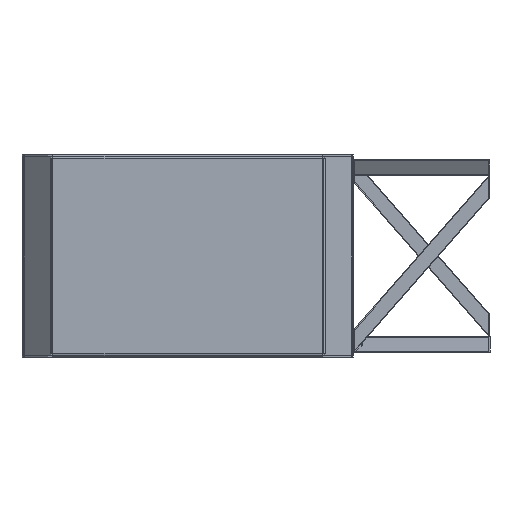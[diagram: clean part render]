
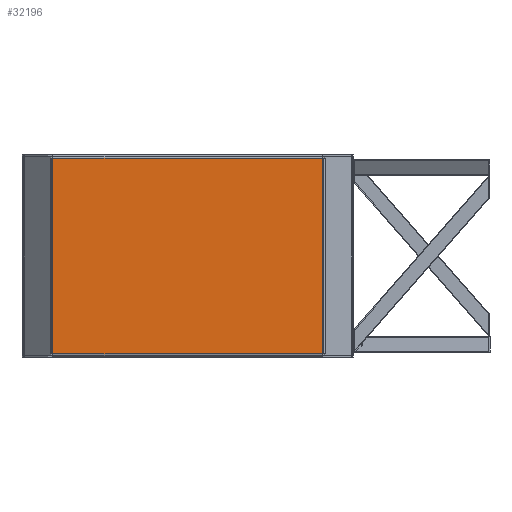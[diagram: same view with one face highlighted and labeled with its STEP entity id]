
A CAD part, left-side view. The second image highlights one B-rep face of the part: STEP entity #32196.
In plain terms, the highlighted face is planar.
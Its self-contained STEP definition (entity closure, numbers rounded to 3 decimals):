
#2726 = DIRECTION ( 'NONE',  ( 1., 0., 0. ) ) ;
#3327 = CARTESIAN_POINT ( 'NONE',  ( 0., -267., 0. ) ) ;
#9669 = CARTESIAN_POINT ( 'NONE',  ( 0., 0., 0. ) ) ;
#13016 = EDGE_CURVE ( 'NONE', #76076, #77108, #116122, .T. ) ;
#14475 = CARTESIAN_POINT ( 'NONE',  ( -193.5, 267., 0. ) ) ;
#14964 = CARTESIAN_POINT ( 'NONE',  ( 193.5, -267., 0. ) ) ;
#18611 = EDGE_LOOP ( 'NONE', ( #68177, #92706, #87425, #111074 ) ) ;
#32196 = ADVANCED_FACE ( 'NONE', ( #101558 ), #74534, .T. ) ;
#33282 = CARTESIAN_POINT ( 'NONE',  ( -193.5, -267., 0. ) ) ;
#33863 = CARTESIAN_POINT ( 'NONE',  ( 0., 267., 0. ) ) ;
#35454 = AXIS2_PLACEMENT_3D ( 'NONE', #9669, #111156, #45706 ) ;
#37423 = LINE ( 'NONE', #93254, #88539 ) ;
#44293 = VECTOR ( 'NONE', #2726, 1000. ) ;
#45706 = DIRECTION ( 'NONE',  ( 1., 0., 0. ) ) ;
#59945 = VERTEX_POINT ( 'NONE', #33282 ) ;
#62153 = EDGE_CURVE ( 'NONE', #59945, #76076, #37423, .T. ) ;
#68129 = LINE ( 'NONE', #3327, #44293 ) ;
#68177 = ORIENTED_EDGE ( 'NONE', *, *, #97556, .T. ) ;
#69871 = CARTESIAN_POINT ( 'NONE',  ( 193.5, -267., 0. ) ) ;
#74534 = PLANE ( 'NONE',  #35454 ) ;
#76076 = VERTEX_POINT ( 'NONE', #14475 ) ;
#77108 = VERTEX_POINT ( 'NONE', #93598 ) ;
#77925 = VECTOR ( 'NONE', #107128, 1000. ) ;
#87425 = ORIENTED_EDGE ( 'NONE', *, *, #13016, .F. ) ;
#88539 = VECTOR ( 'NONE', #93865, 1000. ) ;
#92706 = ORIENTED_EDGE ( 'NONE', *, *, #110410, .T. ) ;
#93254 = CARTESIAN_POINT ( 'NONE',  ( -193.5, -267., 0. ) ) ;
#93598 = CARTESIAN_POINT ( 'NONE',  ( 193.5, 267., 0. ) ) ;
#93865 = DIRECTION ( 'NONE',  ( 0., 1., 0. ) ) ;
#97556 = EDGE_CURVE ( 'NONE', #59945, #109235, #68129, .T. ) ;
#97838 = LINE ( 'NONE', #14964, #110477 ) ;
#101558 = FACE_OUTER_BOUND ( 'NONE', #18611, .T. ) ;
#105662 = DIRECTION ( 'NONE',  ( 0., 1., 0. ) ) ;
#107128 = DIRECTION ( 'NONE',  ( 1., 0., 0. ) ) ;
#109235 = VERTEX_POINT ( 'NONE', #69871 ) ;
#110410 = EDGE_CURVE ( 'NONE', #109235, #77108, #97838, .T. ) ;
#110477 = VECTOR ( 'NONE', #105662, 1000. ) ;
#111074 = ORIENTED_EDGE ( 'NONE', *, *, #62153, .F. ) ;
#111156 = DIRECTION ( 'NONE',  ( 0., 0., 1. ) ) ;
#116122 = LINE ( 'NONE', #33863, #77925 ) ;
